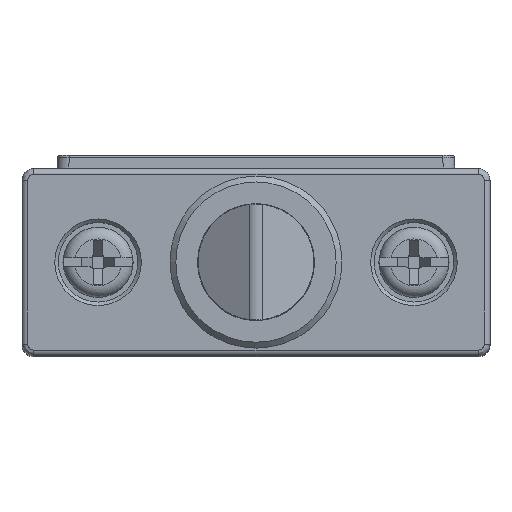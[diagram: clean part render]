
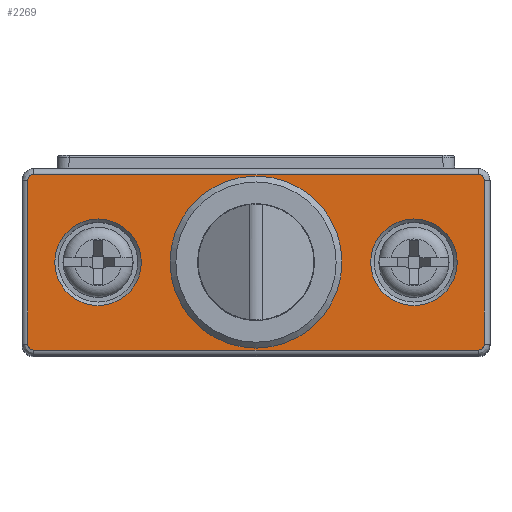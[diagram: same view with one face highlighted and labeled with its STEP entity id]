
A CAD part, top view. The second image highlights one B-rep face of the part: STEP entity #2269.
In plain terms, the highlighted planar face has unit normal (0, 0, 1).
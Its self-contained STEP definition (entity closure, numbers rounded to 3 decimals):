
#659=LINE('',#10917,#1261);
#662=LINE('',#10930,#1264);
#664=LINE('',#10939,#1266);
#665=LINE('',#10944,#1267);
#1261=VECTOR('',#8603,1.);
#1264=VECTOR('',#8614,1.);
#1266=VECTOR('',#8622,1.);
#1267=VECTOR('',#8627,1.);
#2011=PLANE('',#7696);
#2269=ADVANCED_FACE('',(#2865,#2866,#2867,#2868),#2011,.F.);
#2865=FACE_BOUND('',#3104,.T.);
#2866=FACE_BOUND('',#3105,.T.);
#2867=FACE_BOUND('',#3106,.T.);
#2868=FACE_BOUND('',#3107,.T.);
#3104=EDGE_LOOP('',(#3796,#3797,#3798,#3799,#3800,#3801,#3802,#3803));
#3105=EDGE_LOOP('',(#3804));
#3106=EDGE_LOOP('',(#3805));
#3107=EDGE_LOOP('',(#3806));
#3796=ORIENTED_EDGE('',*,*,#6415,.T.);
#3797=ORIENTED_EDGE('',*,*,#6431,.T.);
#3798=ORIENTED_EDGE('',*,*,#6409,.T.);
#3799=ORIENTED_EDGE('',*,*,#6436,.T.);
#3800=ORIENTED_EDGE('',*,*,#6421,.T.);
#3801=ORIENTED_EDGE('',*,*,#6435,.T.);
#3802=ORIENTED_EDGE('',*,*,#6419,.T.);
#3803=ORIENTED_EDGE('',*,*,#6433,.T.);
#3804=ORIENTED_EDGE('',*,*,#6427,.T.);
#3805=ORIENTED_EDGE('',*,*,#6424,.T.);
#3806=ORIENTED_EDGE('',*,*,#6454,.T.);
#5691=VERTEX_POINT('',#10916);
#5692=VERTEX_POINT('',#10918);
#5694=VERTEX_POINT('',#10924);
#5697=VERTEX_POINT('',#10929);
#5698=VERTEX_POINT('',#10933);
#5701=VERTEX_POINT('',#10938);
#5703=VERTEX_POINT('',#10943);
#5704=VERTEX_POINT('',#10945);
#5706=VERTEX_POINT('',#10951);
#5709=VERTEX_POINT('',#10959);
#5720=VERTEX_POINT('',#11071);
#6409=EDGE_CURVE('',#5692,#5691,#659,.T.);
#6415=EDGE_CURVE('',#5694,#5697,#662,.T.);
#6419=EDGE_CURVE('',#5698,#5701,#664,.T.);
#6421=EDGE_CURVE('',#5704,#5703,#665,.T.);
#6424=EDGE_CURVE('',#5706,#5706,#7399,.T.);
#6427=EDGE_CURVE('',#5709,#5709,#7402,.T.);
#6431=EDGE_CURVE('',#5697,#5692,#7406,.T.);
#6433=EDGE_CURVE('',#5701,#5694,#7408,.T.);
#6435=EDGE_CURVE('',#5703,#5698,#7410,.T.);
#6436=EDGE_CURVE('',#5691,#5704,#7411,.T.);
#6454=EDGE_CURVE('',#5720,#5720,#7417,.T.);
#7399=CIRCLE('',#7665,3.7);
#7402=CIRCLE('',#7670,3.7);
#7406=CIRCLE('',#7676,0.5);
#7408=CIRCLE('',#7678,0.5);
#7410=CIRCLE('',#7680,0.5);
#7411=CIRCLE('',#7681,0.5);
#7417=CIRCLE('',#7695,6.35);
#7665=AXIS2_PLACEMENT_3D('',#10950,#8633,#8634);
#7670=AXIS2_PLACEMENT_3D('',#10958,#8643,#8644);
#7676=AXIS2_PLACEMENT_3D('',#10967,#8655,#8656);
#7678=AXIS2_PLACEMENT_3D('',#10985,#8659,#8660);
#7680=AXIS2_PLACEMENT_3D('',#11003,#8663,#8664);
#7681=AXIS2_PLACEMENT_3D('',#11020,#8665,#8666);
#7695=AXIS2_PLACEMENT_3D('',#11070,#8705,#8706);
#7696=AXIS2_PLACEMENT_3D('',#11072,#8707,#8708);
#8603=DIRECTION('',(0.,1.,0.));
#8614=DIRECTION('',(1.,0.,0.));
#8622=DIRECTION('',(0.,-1.,0.));
#8627=DIRECTION('',(-1.,0.,0.));
#8633=DIRECTION('',(0.,0.,-1.));
#8634=DIRECTION('',(-1.,0.,0.));
#8643=DIRECTION('',(0.,0.,-1.));
#8644=DIRECTION('',(-1.,0.,0.));
#8655=DIRECTION('',(0.,0.,1.));
#8656=DIRECTION('',(-1.,0.,0.));
#8659=DIRECTION('',(0.,0.,1.));
#8660=DIRECTION('',(-1.,0.,0.));
#8663=DIRECTION('',(0.,0.,1.));
#8664=DIRECTION('',(-1.,0.,0.));
#8665=DIRECTION('',(0.,0.,1.));
#8666=DIRECTION('',(-1.,0.,0.));
#8705=DIRECTION('',(0.,0.,-1.));
#8706=DIRECTION('',(-1.,0.,0.));
#8707=DIRECTION('',(0.,0.,-1.));
#8708=DIRECTION('',(-1.,0.,0.));
#10916=CARTESIAN_POINT('',(-230.5,7.,7.));
#10917=CARTESIAN_POINT('',(-230.5,0.783,7.));
#10918=CARTESIAN_POINT('',(-230.5,-7.,7.));
#10924=CARTESIAN_POINT('',(-269.,-7.5,7.));
#10929=CARTESIAN_POINT('',(-231.,-7.5,7.));
#10930=CARTESIAN_POINT('',(-250.,-7.5,7.));
#10933=CARTESIAN_POINT('',(-269.5,7.,7.));
#10938=CARTESIAN_POINT('',(-269.5,-7.,7.));
#10939=CARTESIAN_POINT('',(-269.5,-3.509,7.));
#10943=CARTESIAN_POINT('',(-269.,7.5,7.));
#10944=CARTESIAN_POINT('',(-245.782,7.5,7.));
#10945=CARTESIAN_POINT('',(-231.,7.5,7.));
#10950=CARTESIAN_POINT('',(-236.5,0.,7.));
#10951=CARTESIAN_POINT('',(-240.2,0.,7.));
#10958=CARTESIAN_POINT('',(-263.5,0.,7.));
#10959=CARTESIAN_POINT('',(-267.2,0.,7.));
#10967=CARTESIAN_POINT('',(-231.,-7.,7.));
#10985=CARTESIAN_POINT('',(-269.,-7.,7.));
#11003=CARTESIAN_POINT('',(-269.,7.,7.));
#11020=CARTESIAN_POINT('',(-231.,7.,7.));
#11070=CARTESIAN_POINT('',(-250.,0.,7.));
#11071=CARTESIAN_POINT('',(-256.35,0.,7.));
#11072=CARTESIAN_POINT('',(-245.782,0.783,7.));
